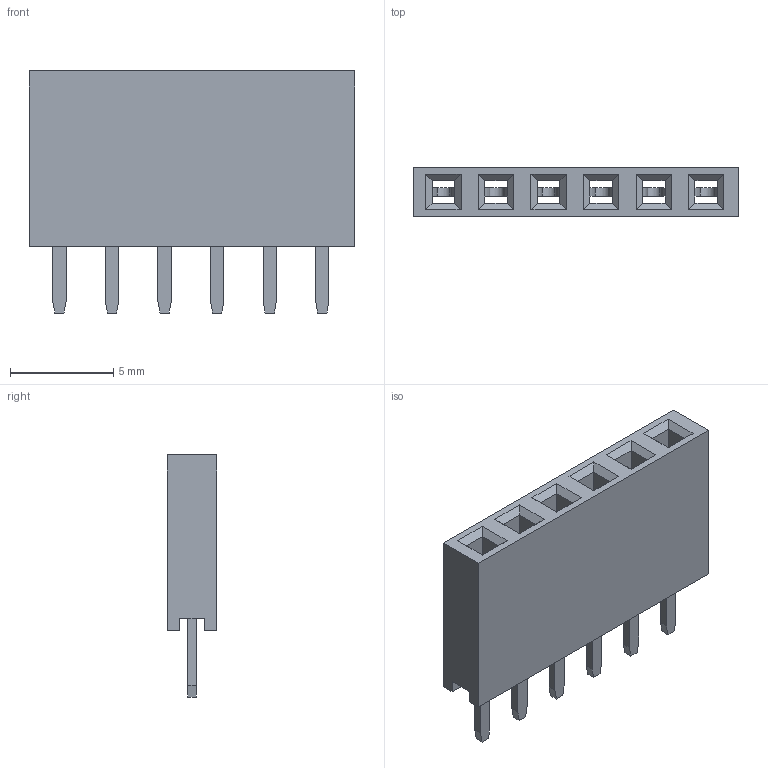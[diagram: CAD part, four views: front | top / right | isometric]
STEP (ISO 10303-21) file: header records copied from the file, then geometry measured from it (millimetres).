
FILE_DESCRIPTION (( 'STEP AP214' ), '1' );
FILE_NAME ('HDR-TH_6P-P2.54-V-F.step', '2022-07-02T12:54:40', ( '' ), ( '' ), 'SwSTEP 2.0', 'SolidWorks 2020', '' );
FILE_SCHEMA (( 'AUTOMOTIVE_DESIGN' ));
Length unit declared in the file: millimetre
Products named in the file (1): HDR-TH_6P-P2.54-V-F
Bounding box: 15.75 x 2.4 x 11.7 mm (x, y, z)
Volume: 265.1 mm3; surface area: 680.3 mm2
Topology: 1 solids, 1 shells, 425 faces, 1167 edges, 770 vertices
Faces by surface type: plane 295, bspline 112, cylinder 18
Entity records: 18647 total; most frequent: CARTESIAN_POINT 4467, ORIENTED_EDGE 2334, DIRECTION 1603, EDGE_CURVE 1167, VECTOR 903, LINE 903, VERTEX_POINT 770, EDGE_LOOP 475
